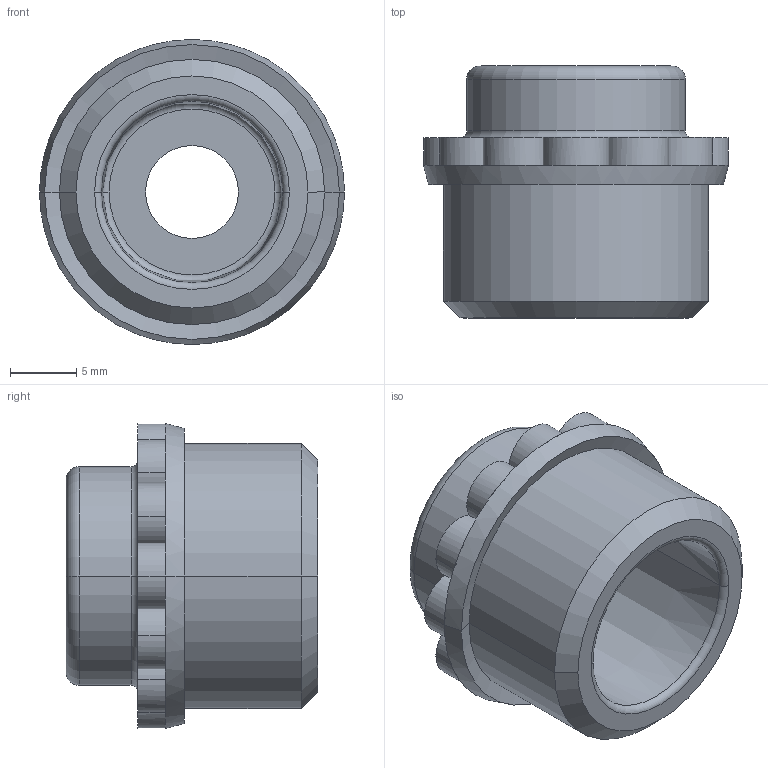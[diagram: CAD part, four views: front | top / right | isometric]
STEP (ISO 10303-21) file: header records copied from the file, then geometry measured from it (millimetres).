
FILE_DESCRIPTION(('CoCreate Modeling STEP Export'),'2;1');
FILE_NAME('2032015.stp','2016-08-23T 8:28:37',(''),(''),'CoCreate Modeling STEP processor for AP214 (Solid Model)','CoCreate Modeling 16.00D 29-May-2009 (C) Parametric Technology GmbH','');
FILE_SCHEMA(('AUTOMOTIVE_DESIGN { 1 0 10303 214 1 1 1 1 }'));
Length unit declared in the file: millimetre
Products named in the file (3): Einschraubnippel.2; Einschraubnippel.2.1
Assembly tree (2 placements, depth 2):
  Einschraubnippel.2
    Einschraubnippel.2
  Einschraubnippel.2.1
    Einschraubnippel.2
Bounding box: 23 x 19 x 23 mm (x, y, z)
Volume: 5934.6 mm3; surface area: 5274 mm2
Topology: 2 solids, 2 shells, 120 faces, 276 edges, 164 vertices
Faces by surface type: cylinder 56, plane 32, cone 16, torus 16
Entity records: 1432 total; most frequent: ORIENTED_EDGE 276, DIRECTION 214, CARTESIAN_POINT 207, EDGE_CURVE 138, AXIS2_PLACEMENT_3D 89, VERTEX_POINT 82, EDGE_LOOP 64, FACE_OUTER_BOUND 60
